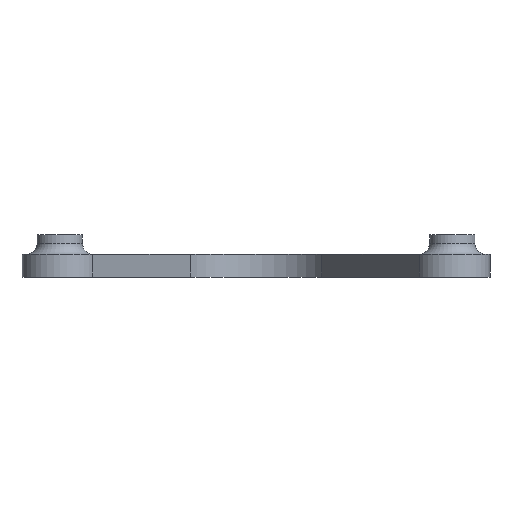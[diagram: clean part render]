
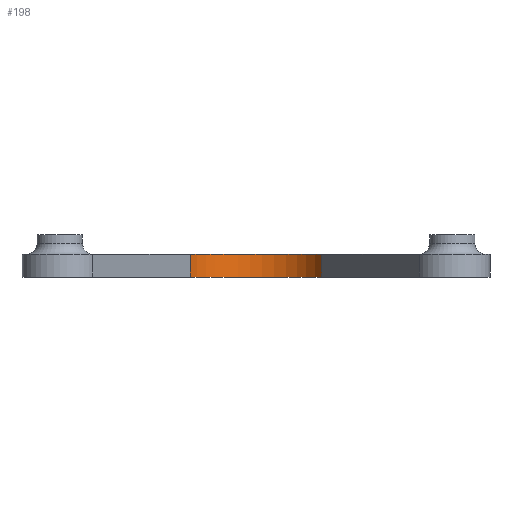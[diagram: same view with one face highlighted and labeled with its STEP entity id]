
A CAD part, left-side view. The second image highlights one B-rep face of the part: STEP entity #198.
In plain terms, the highlighted cylindrical face has radius 10 mm (diameter 20 mm), a partial arc.
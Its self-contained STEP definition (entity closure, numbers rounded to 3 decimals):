
#198=ADVANCED_FACE('',(#1163),#1165,.F.);
#1163=FACE_BOUND('',#1164,.T.);
#1164=EDGE_LOOP('',(#2632,#2633,#2634,#2635));
#1165=CYLINDRICAL_SURFACE('',#1166,10.);
#1166=AXIS2_PLACEMENT_3D('',#1167,#1168,#1169);
#1167=CARTESIAN_POINT('',(-30.484,0.,-3.));
#1168=DIRECTION('',(0.,0.,-1.));
#1169=DIRECTION('',(0.492,0.871,0.));
#2632=ORIENTED_EDGE('',*,*,#3349,.T.);
#2633=ORIENTED_EDGE('',*,*,#3350,.T.);
#2634=ORIENTED_EDGE('',*,*,#2896,.F.);
#2635=ORIENTED_EDGE('',*,*,#3348,.F.);
#2896=EDGE_CURVE('',#3411,#3413,#3414,.T.);
#3348=EDGE_CURVE('',#4167,#3411,#4169,.T.);
#3349=EDGE_CURVE('',#4167,#4170,#4171,.T.);
#3350=EDGE_CURVE('',#4170,#3413,#4172,.T.);
#3411=VERTEX_POINT('',#4280);
#3413=VERTEX_POINT('',#4284);
#3414=CIRCLE('',#4285,10.);
#4167=VERTEX_POINT('',#5952);
#4169=LINE('',#5956,#5957);
#4170=VERTEX_POINT('',#5959);
#4171=CIRCLE('',#5960,10.);
#4172=LINE('',#5964,#5965);
#4280=CARTESIAN_POINT('',(-25.564,8.706,0.));
#4284=CARTESIAN_POINT('',(-25.564,-8.706,0.));
#4285=AXIS2_PLACEMENT_3D('',#4286,#4287,#4288);
#4286=CARTESIAN_POINT('',(-30.484,0.,0.));
#4287=DIRECTION('',(0.,0.,-1.));
#4288=DIRECTION('',(0.492,0.871,0.));
#5952=CARTESIAN_POINT('',(-25.564,8.706,-3.));
#5956=CARTESIAN_POINT('',(-25.564,8.706,-3.));
#5957=VECTOR('',#5958,1.);
#5958=DIRECTION('',(0.,0.,1.));
#5959=CARTESIAN_POINT('',(-25.564,-8.706,-3.));
#5960=AXIS2_PLACEMENT_3D('',#5961,#5962,#5963);
#5961=CARTESIAN_POINT('',(-30.484,0.,-3.));
#5962=DIRECTION('',(0.,0.,-1.));
#5963=DIRECTION('',(0.492,0.871,0.));
#5964=CARTESIAN_POINT('',(-25.564,-8.706,-3.));
#5965=VECTOR('',#5966,1.);
#5966=DIRECTION('',(0.,0.,1.));
